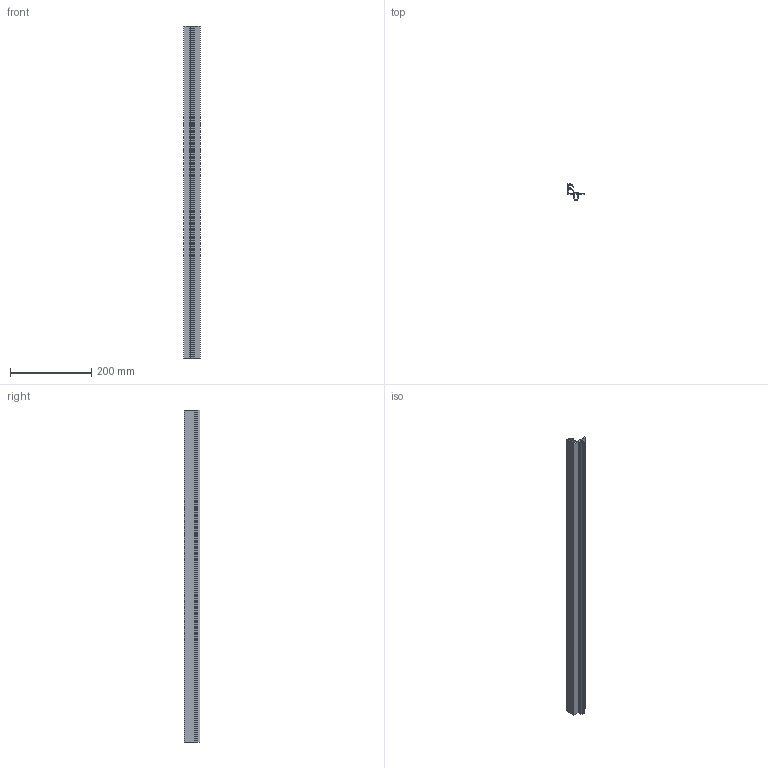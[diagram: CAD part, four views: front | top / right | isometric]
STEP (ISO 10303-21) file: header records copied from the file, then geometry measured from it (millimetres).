
FILE_DESCRIPTION(/* description */ (''),/* implementation_level */ '2;1');
FILE_NAME(/* name */ 'leer-00_Lrmschutzleiste grau.step',/* time_stamp */ '2024-10-25T10:53:41+02:00',/* author */ ('Zimmer'),/* organization */ ('MiniTec GmbH & Co.KG'),/* preprocessor_version */ 'ST-DEVELOPER v19.2',/* originating_system */ 'Autodesk Inventor 2023',/* authorisation */ '');
FILE_SCHEMA (('CONFIG_CONTROL_DESIGN'));
Length unit declared in the file: millimetre
Products named in the file (1): 221130/0
Bounding box: 40 x 38.8 x 818 mm (x, y, z)
Volume: 175261.8 mm3; surface area: 202272.4 mm2
Topology: 1 solids, 1 shells, 42 faces, 120 edges, 80 vertices
Faces by surface type: plane 31, cylinder 11
Entity records: 1409 total; most frequent: CARTESIAN_POINT 243, ORIENTED_EDGE 240, DIRECTION 228, EDGE_CURVE 120, LINE 98, VECTOR 98, VERTEX_POINT 80, AXIS2_PLACEMENT_3D 65
